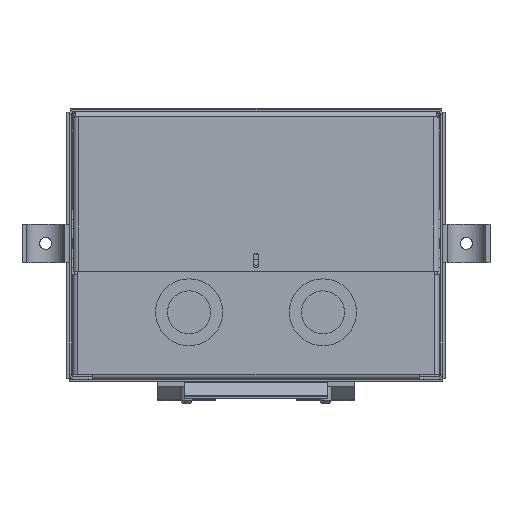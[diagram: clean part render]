
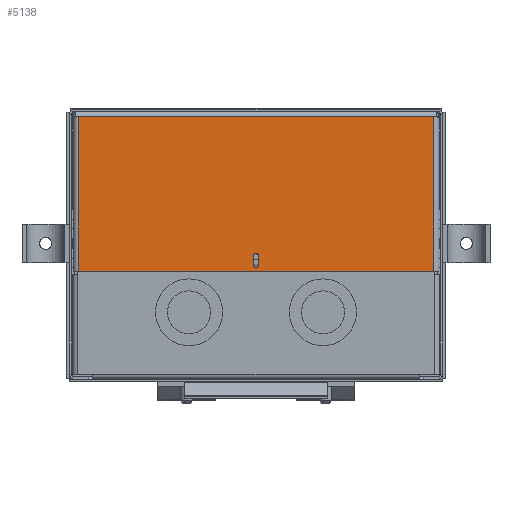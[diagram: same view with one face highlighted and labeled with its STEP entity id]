
A CAD part, front view. The second image highlights one B-rep face of the part: STEP entity #5138.
In plain terms, the highlighted planar face has unit normal (0, -1, 0).
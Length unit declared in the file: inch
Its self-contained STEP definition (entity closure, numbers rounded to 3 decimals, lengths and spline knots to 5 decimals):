
#663 = VERTEX_POINT ( 'NONE', #31981 ) ;
#1275 = LINE ( 'NONE', #29366, #30527 ) ;
#1689 = VERTEX_POINT ( 'NONE', #32515 ) ;
#1975 = AXIS2_PLACEMENT_3D ( 'NONE', #10263, #33065, #4909 ) ;
#3360 = DIRECTION ( 'NONE',  ( -1., 0., 0. ) ) ;
#3804 = LINE ( 'NONE', #26920, #20399 ) ;
#3955 = LINE ( 'NONE', #31046, #10867 ) ;
#4909 = DIRECTION ( 'NONE',  ( 0., 0., -1. ) ) ;
#5138 = ADVANCED_FACE ( 'NONE', ( #33268, #23110 ), #13741, .T. ) ;
#5855 = ORIENTED_EDGE ( 'NONE', *, *, #11336, .T. ) ;
#7014 = DIRECTION ( 'NONE',  ( 0., 0., -1. ) ) ;
#7380 = CARTESIAN_POINT ( 'NONE',  ( 0.07813, -4.4699, -0.28702 ) ) ;
#8220 = EDGE_CURVE ( 'NONE', #663, #32985, #1275, .T. ) ;
#9327 = DIRECTION ( 'NONE',  ( 0., 1., 0. ) ) ;
#9811 = ORIENTED_EDGE ( 'NONE', *, *, #25921, .T. ) ;
#10253 = CARTESIAN_POINT ( 'NONE',  ( -0.07812, -4.4699, -0.28702 ) ) ;
#10263 = CARTESIAN_POINT ( 'NONE',  ( 0., -4.4699, -0.50577 ) ) ;
#10867 = VECTOR ( 'NONE', #15378, 39.37008 ) ;
#11301 = DIRECTION ( 'NONE',  ( 0., 0., -1. ) ) ;
#11336 = EDGE_CURVE ( 'NONE', #15955, #19554, #29596, .T. ) ;
#11385 = DIRECTION ( 'NONE',  ( 0., 0., 1. ) ) ;
#12374 = AXIS2_PLACEMENT_3D ( 'NONE', #13664, #13780, #31963 ) ;
#12571 = VECTOR ( 'NONE', #25560, 39.37008 ) ;
#13664 = CARTESIAN_POINT ( 'NONE',  ( 0., -4.4699, -0.50577 ) ) ;
#13741 = PLANE ( 'NONE',  #17537 ) ;
#13780 = DIRECTION ( 'NONE',  ( 0., 1., 0. ) ) ;
#13849 = DIRECTION ( 'NONE',  ( 0., -1., 0. ) ) ;
#14171 = ORIENTED_EDGE ( 'NONE', *, *, #8220, .F. ) ;
#14373 = CARTESIAN_POINT ( 'NONE',  ( -4.646, -4.4699, 3.36655 ) ) ;
#14787 = CIRCLE ( 'NONE', #24503, 0.07812 ) ;
#14832 = CARTESIAN_POINT ( 'NONE',  ( 0., -4.4699, -0.28702 ) ) ;
#15273 = EDGE_CURVE ( 'NONE', #29173, #1689, #24795, .T. ) ;
#15378 = DIRECTION ( 'NONE',  ( 0., 0., -1. ) ) ;
#15508 = CARTESIAN_POINT ( 'NONE',  ( -4.646, -4.4699, -0.67765 ) ) ;
#15874 = VECTOR ( 'NONE', #28789, 39.37008 ) ;
#15955 = VERTEX_POINT ( 'NONE', #16753 ) ;
#16513 = ORIENTED_EDGE ( 'NONE', *, *, #19498, .T. ) ;
#16753 = CARTESIAN_POINT ( 'NONE',  ( -0.07812, -4.4699, -0.50577 ) ) ;
#17023 = CIRCLE ( 'NONE', #12374, 0.07813 ) ;
#17297 = EDGE_LOOP ( 'NONE', ( #32530, #30262, #5855, #9811, #19826 ) ) ;
#17537 = AXIS2_PLACEMENT_3D ( 'NONE', #26716, #13849, #11301 ) ;
#18203 = CARTESIAN_POINT ( 'NONE',  ( 0.07813, -4.4699, -0.28702 ) ) ;
#19498 = EDGE_CURVE ( 'NONE', #29564, #25917, #30445, .T. ) ;
#19554 = VERTEX_POINT ( 'NONE', #10253 ) ;
#19804 = VECTOR ( 'NONE', #20872, 39.37008 ) ;
#19826 = ORIENTED_EDGE ( 'NONE', *, *, #15273, .T. ) ;
#20399 = VECTOR ( 'NONE', #11385, 39.37008 ) ;
#20450 = CARTESIAN_POINT ( 'NONE',  ( 0., -4.4699, 3.36655 ) ) ;
#20872 = DIRECTION ( 'NONE',  ( 0., 0., 1. ) ) ;
#23110 = FACE_BOUND ( 'NONE', #17297, .T. ) ;
#23542 = CARTESIAN_POINT ( 'NONE',  ( 0., -4.4699, -0.5839 ) ) ;
#23723 = CARTESIAN_POINT ( 'NONE',  ( 4.646, -4.4699, 3.36655 ) ) ;
#24503 = AXIS2_PLACEMENT_3D ( 'NONE', #14832, #9327, #7014 ) ;
#24795 = LINE ( 'NONE', #18203, #15874 ) ;
#25206 = EDGE_CURVE ( 'NONE', #1689, #26520, #26454, .T. ) ;
#25467 = EDGE_CURVE ( 'NONE', #663, #29564, #3804, .T. ) ;
#25560 = DIRECTION ( 'NONE',  ( -1., 0., 0. ) ) ;
#25917 = VERTEX_POINT ( 'NONE', #14373 ) ;
#25921 = EDGE_CURVE ( 'NONE', #19554, #29173, #14787, .T. ) ;
#26454 = CIRCLE ( 'NONE', #1975, 0.07813 ) ;
#26520 = VERTEX_POINT ( 'NONE', #23542 ) ;
#26716 = CARTESIAN_POINT ( 'NONE',  ( 0., -4.4699, 3.50135 ) ) ;
#26920 = CARTESIAN_POINT ( 'NONE',  ( 4.646, -4.4699, 3.50135 ) ) ;
#27205 = EDGE_CURVE ( 'NONE', #26520, #15955, #17023, .T. ) ;
#28789 = DIRECTION ( 'NONE',  ( 0., 0., -1. ) ) ;
#28879 = EDGE_LOOP ( 'NONE', ( #14171, #29754, #16513, #32361 ) ) ;
#29173 = VERTEX_POINT ( 'NONE', #7380 ) ;
#29366 = CARTESIAN_POINT ( 'NONE',  ( -4.721, -4.4699, -0.67765 ) ) ;
#29564 = VERTEX_POINT ( 'NONE', #23723 ) ;
#29596 = LINE ( 'NONE', #33120, #19804 ) ;
#29754 = ORIENTED_EDGE ( 'NONE', *, *, #25467, .T. ) ;
#30262 = ORIENTED_EDGE ( 'NONE', *, *, #27205, .T. ) ;
#30445 = LINE ( 'NONE', #20450, #12571 ) ;
#30527 = VECTOR ( 'NONE', #3360, 39.37008 ) ;
#31046 = CARTESIAN_POINT ( 'NONE',  ( -4.646, -4.4699, 3.50135 ) ) ;
#31963 = DIRECTION ( 'NONE',  ( 0., 0., -1. ) ) ;
#31981 = CARTESIAN_POINT ( 'NONE',  ( 4.646, -4.4699, -0.67765 ) ) ;
#32361 = ORIENTED_EDGE ( 'NONE', *, *, #33590, .T. ) ;
#32515 = CARTESIAN_POINT ( 'NONE',  ( 0.07813, -4.4699, -0.50577 ) ) ;
#32530 = ORIENTED_EDGE ( 'NONE', *, *, #25206, .T. ) ;
#32985 = VERTEX_POINT ( 'NONE', #15508 ) ;
#33065 = DIRECTION ( 'NONE',  ( 0., 1., 0. ) ) ;
#33120 = CARTESIAN_POINT ( 'NONE',  ( -0.07812, -4.4699, -0.28702 ) ) ;
#33268 = FACE_OUTER_BOUND ( 'NONE', #28879, .T. ) ;
#33590 = EDGE_CURVE ( 'NONE', #25917, #32985, #3955, .T. ) ;
